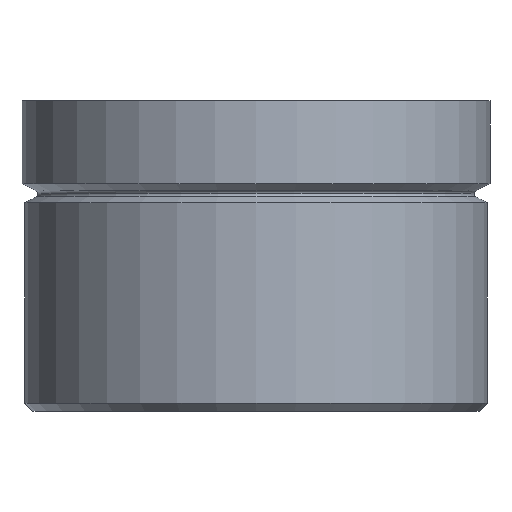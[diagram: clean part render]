
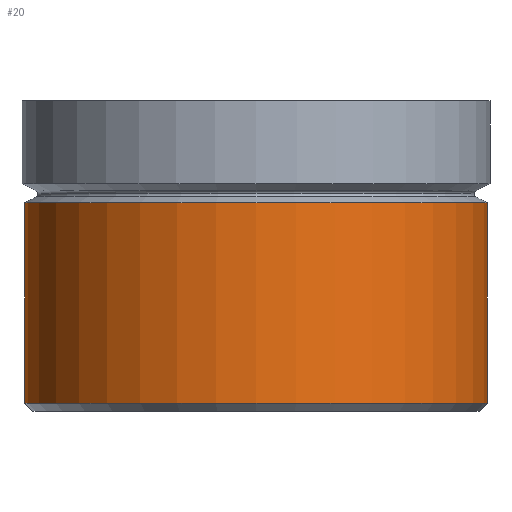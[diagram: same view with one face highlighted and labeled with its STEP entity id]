
A CAD part, front view. The second image highlights one B-rep face of the part: STEP entity #20.
In plain terms, the highlighted cylindrical face has radius 29.807 mm (diameter 59.614 mm), a partial arc.
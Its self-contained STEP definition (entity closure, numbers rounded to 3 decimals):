
#6 = ORIENTED_EDGE ( 'NONE', *, *, #127, .T. ) ;
#7 = ORIENTED_EDGE ( 'NONE', *, *, #8, .F. ) ;
#8 = EDGE_CURVE ( 'NONE', #71, #67, #281, .T. ) ;
#20 = ADVANCED_FACE ( 'NONE', ( #337 ), #336, .T. ) ;
#21 = EDGE_LOOP ( 'NONE', ( #22, #51, #6, #7 ) ) ;
#22 = ORIENTED_EDGE ( 'NONE', *, *, #49, .F. ) ;
#49 = EDGE_CURVE ( 'NONE', #115, #71, #243, .T. ) ;
#51 = ORIENTED_EDGE ( 'NONE', *, *, #52, .T. ) ;
#52 = EDGE_CURVE ( 'NONE', #115, #91, #239, .T. ) ;
#67 = VERTEX_POINT ( 'NONE', #300 ) ;
#71 = VERTEX_POINT ( 'NONE', #290 ) ;
#91 = VERTEX_POINT ( 'NONE', #214 ) ;
#115 = VERTEX_POINT ( 'NONE', #464 ) ;
#127 = EDGE_CURVE ( 'NONE', #91, #67, #446, .T. ) ;
#214 = CARTESIAN_POINT ( 'NONE',  ( 29.807, 0., -38.959 ) ) ;
#235 = DIRECTION ( 'NONE',  ( 1., 0., 0. ) ) ;
#236 = DIRECTION ( 'NONE',  ( 0., 0., 1. ) ) ;
#237 = CARTESIAN_POINT ( 'NONE',  ( 0., 0., -38.959 ) ) ;
#238 = AXIS2_PLACEMENT_3D ( 'NONE', #237, #236, #235 ) ;
#239 = CIRCLE ( 'NONE', #238, 29.807 ) ;
#240 = DIRECTION ( 'NONE',  ( 0., 0., 1. ) ) ;
#241 = VECTOR ( 'NONE', #240, 1000. ) ;
#242 = CARTESIAN_POINT ( 'NONE',  ( -29.807, 0., 0. ) ) ;
#243 = LINE ( 'NONE', #242, #241 ) ;
#277 = DIRECTION ( 'NONE',  ( 1., 0., 0. ) ) ;
#278 = DIRECTION ( 'NONE',  ( 0., 0., 1. ) ) ;
#279 = CARTESIAN_POINT ( 'NONE',  ( 0., 0., -13.155 ) ) ;
#280 = AXIS2_PLACEMENT_3D ( 'NONE', #279, #278, #277 ) ;
#281 = CIRCLE ( 'NONE', #280, 29.807 ) ;
#290 = CARTESIAN_POINT ( 'NONE',  ( -29.807, 0., -13.155 ) ) ;
#300 = CARTESIAN_POINT ( 'NONE',  ( 29.807, 0., -13.155 ) ) ;
#331 = DIRECTION ( 'NONE',  ( 1., 0., 0. ) ) ;
#332 = DIRECTION ( 'NONE',  ( 0., 0., 1. ) ) ;
#333 = CARTESIAN_POINT ( 'NONE',  ( 0., 0., 0. ) ) ;
#334 = AXIS2_PLACEMENT_3D ( 'NONE', #333, #332, #331 ) ;
#336 = CYLINDRICAL_SURFACE ( 'NONE', #334, 29.807 ) ;
#337 = FACE_OUTER_BOUND ( 'NONE', #21, .T. ) ;
#443 = DIRECTION ( 'NONE',  ( 0., 0., 1. ) ) ;
#444 = VECTOR ( 'NONE', #443, 1000. ) ;
#445 = CARTESIAN_POINT ( 'NONE',  ( 29.807, 0., 0. ) ) ;
#446 = LINE ( 'NONE', #445, #444 ) ;
#464 = CARTESIAN_POINT ( 'NONE',  ( -29.807, 0., -38.959 ) ) ;
